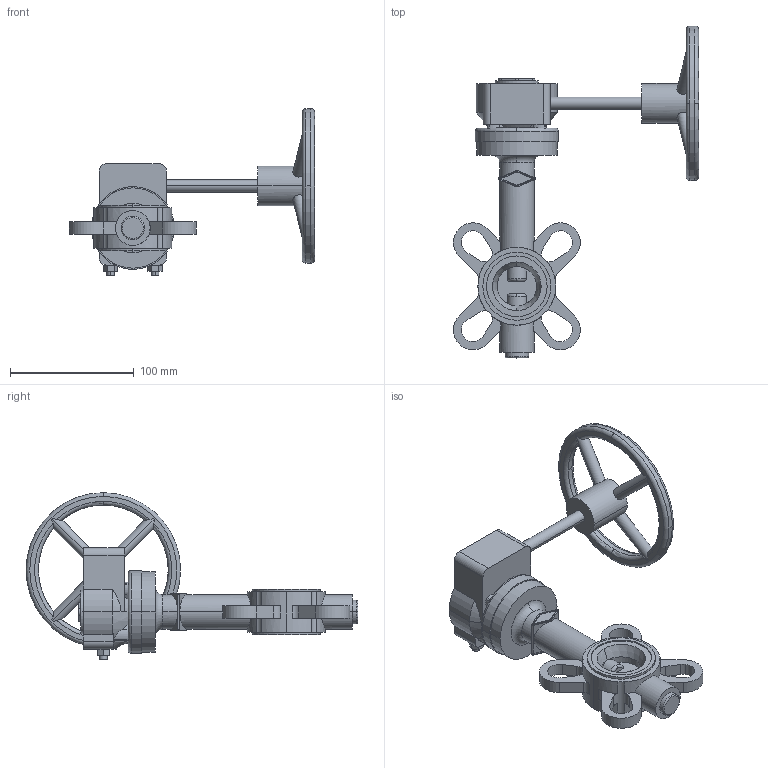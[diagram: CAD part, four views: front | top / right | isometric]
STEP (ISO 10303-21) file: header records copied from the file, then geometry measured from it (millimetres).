
FILE_DESCRIPTION( ( '' ), '1' );
FILE_NAME( 'c000006556.stp', '2017-03-13T09:41:15', ( '' ), ( '' ), ' ', ' ', ' ' );
FILE_SCHEMA( ( 'CONFIG_CONTROL_DESIGN' ) );
Length unit declared in the file: millimetre
Products named in the file (2): 1; 2
Bounding box: 198.29 x 268.5 x 134.8 mm (x, y, z)
Volume: 489895.4 mm3; surface area: 90126.4 mm2
Topology: 2 solids, 2 shells, 277 faces, 799 edges, 532 vertices
Faces by surface type: plane 123, cylinder 116, torus 26, cone 12
Entity records: 10735 total; most frequent: CARTESIAN_POINT 3156, DIRECTION 1627, ORIENTED_EDGE 1598, EDGE_CURVE 799, AXIS2_PLACEMENT_3D 634, VERTEX_POINT 532, LINE 359, VECTOR 359
